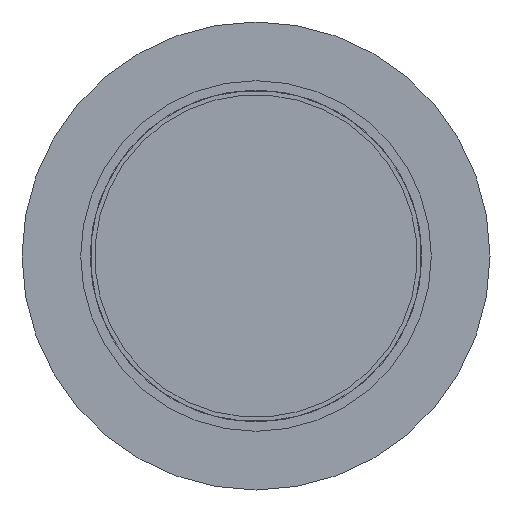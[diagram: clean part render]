
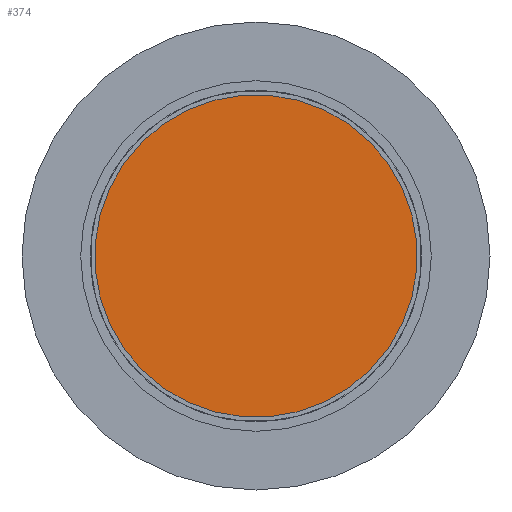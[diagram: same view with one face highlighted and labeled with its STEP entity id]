
A CAD part, front view. The second image highlights one B-rep face of the part: STEP entity #374.
In plain terms, the highlighted face is planar.
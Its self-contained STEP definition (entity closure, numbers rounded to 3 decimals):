
#70 = CARTESIAN_POINT ( 'NONE',  ( 0., 0., 0. ) ) ;
#114 = DIRECTION ( 'NONE',  ( 0., 0., 1. ) ) ;
#182 = PLANE ( 'NONE',  #226 ) ;
#226 = AXIS2_PLACEMENT_3D ( 'NONE', #282, #114, #629 ) ;
#234 = DIRECTION ( 'NONE',  ( 1., 0., 0. ) ) ;
#282 = CARTESIAN_POINT ( 'NONE',  ( 0., 0., 0. ) ) ;
#289 = VERTEX_POINT ( 'NONE', #377 ) ;
#327 = EDGE_LOOP ( 'NONE', ( #512 ) ) ;
#374 = ADVANCED_FACE ( 'NONE', ( #452 ), #182, .F. ) ;
#377 = CARTESIAN_POINT ( 'NONE',  ( 23.65, 0., 0. ) ) ;
#452 = FACE_OUTER_BOUND ( 'NONE', #327, .T. ) ;
#512 = ORIENTED_EDGE ( 'NONE', *, *, #695, .T. ) ;
#563 = CIRCLE ( 'NONE', #718, 23.65 ) ;
#629 = DIRECTION ( 'NONE',  ( 1., 0., 0. ) ) ;
#695 = EDGE_CURVE ( 'NONE', #289, #289, #563, .T. ) ;
#718 = AXIS2_PLACEMENT_3D ( 'NONE', #70, #751, #234 ) ;
#751 = DIRECTION ( 'NONE',  ( 0., 0., -1. ) ) ;
